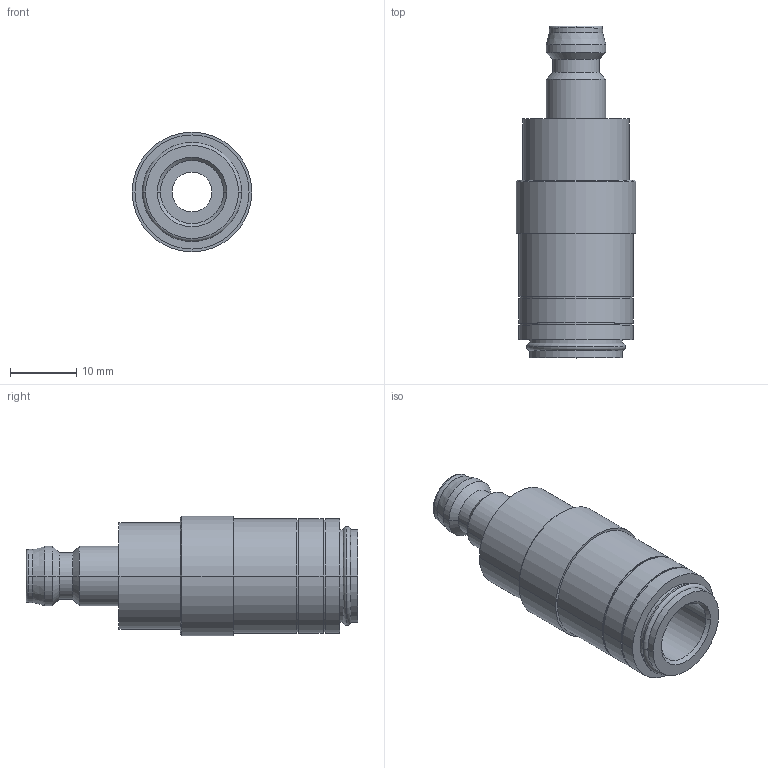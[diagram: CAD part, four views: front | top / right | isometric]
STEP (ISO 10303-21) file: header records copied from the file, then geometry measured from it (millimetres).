
FILE_DESCRIPTION(('STEP AP214'),'1');
FILE_NAME('esdmk-eshms.stp','2020-04-22T06:12:27',('TraceParts'),('TraceParts S.A.'),'Spatial InterOp 3D',' ',' ');
FILE_SCHEMA(('automotive_design'));
Length unit declared in the file: millimetre
Products named in the file (1): 1
Bounding box: 18 x 50 x 18 mm (x, y, z)
Volume: 6907.6 mm3; surface area: 3847.4 mm2
Topology: 1 solids, 1 shells, 57 faces, 117 edges, 71 vertices
Faces by surface type: cylinder 30, plane 11, cone 10, torus 6
Entity records: 1996 total; most frequent: DIRECTION 310, CARTESIAN_POINT 246, ORIENTED_EDGE 234, AXIS2_PLACEMENT_3D 135, EDGE_CURVE 117, CIRCLE 77, VERTEX_POINT 71, EDGE_LOOP 68
